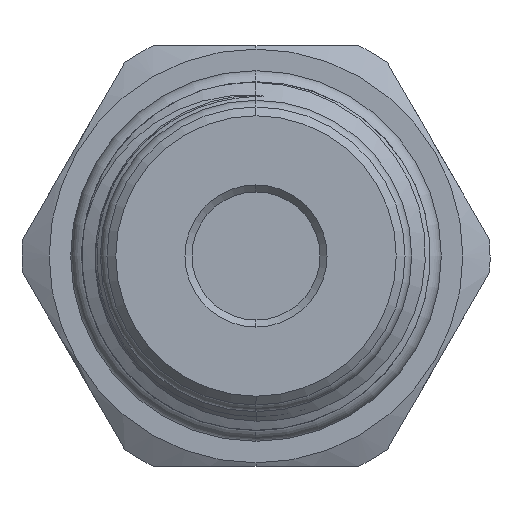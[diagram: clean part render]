
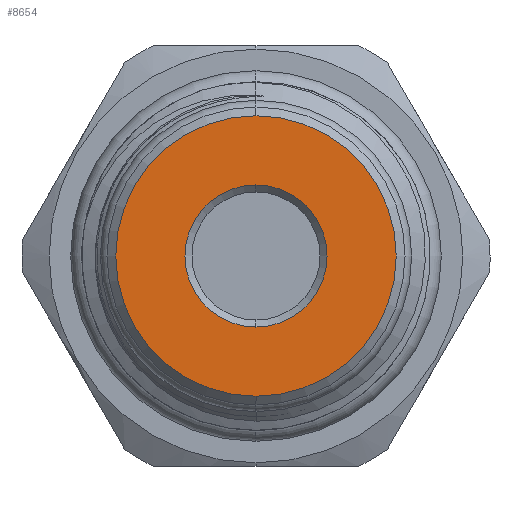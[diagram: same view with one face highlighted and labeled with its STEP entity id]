
A CAD part, left-side view. The second image highlights one B-rep face of the part: STEP entity #8654.
In plain terms, the highlighted planar face has unit normal (-1, 0, 0).
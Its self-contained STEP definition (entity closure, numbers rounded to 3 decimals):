
#368 = DIRECTION ( 'NONE',  ( 0., 0., 1. ) ) ;
#907 = ORIENTED_EDGE ( 'NONE', *, *, #4555, .T. ) ;
#1106 = ORIENTED_EDGE ( 'NONE', *, *, #5567, .T. ) ;
#1614 = CIRCLE ( 'NONE', #8544, 4.05 ) ;
#1631 = EDGE_CURVE ( 'NONE', #3175, #3058, #2759, .T. ) ;
#1711 = CARTESIAN_POINT ( 'NONE',  ( -63.454, 0., 0. ) ) ;
#1747 = AXIS2_PLACEMENT_3D ( 'NONE', #1711, #6474, #4467 ) ;
#1815 = CARTESIAN_POINT ( 'NONE',  ( -63.454, 8., 0. ) ) ;
#2521 = EDGE_CURVE ( 'NONE', #2629, #7598, #6375, .T. ) ;
#2605 = AXIS2_PLACEMENT_3D ( 'NONE', #1815, #5299, #6609 ) ;
#2629 = VERTEX_POINT ( 'NONE', #3760 ) ;
#2663 = CIRCLE ( 'NONE', #1747, 8. ) ;
#2759 = CIRCLE ( 'NONE', #8481, 4.05 ) ;
#3058 = VERTEX_POINT ( 'NONE', #8115 ) ;
#3087 = CARTESIAN_POINT ( 'NONE',  ( -63.454, 0., 0. ) ) ;
#3175 = VERTEX_POINT ( 'NONE', #8791 ) ;
#3649 = DIRECTION ( 'NONE',  ( 1., 0., 0. ) ) ;
#3760 = CARTESIAN_POINT ( 'NONE',  ( -63.454, 0., 8. ) ) ;
#4269 = EDGE_LOOP ( 'NONE', ( #907, #7646 ) ) ;
#4311 = DIRECTION ( 'NONE',  ( 1., 0., 0. ) ) ;
#4322 = FACE_OUTER_BOUND ( 'NONE', #4389, .T. ) ;
#4389 = EDGE_LOOP ( 'NONE', ( #1106, #4830 ) ) ;
#4467 = DIRECTION ( 'NONE',  ( 0., 0., 1. ) ) ;
#4555 = EDGE_CURVE ( 'NONE', #3058, #3175, #1614, .T. ) ;
#4830 = ORIENTED_EDGE ( 'NONE', *, *, #2521, .T. ) ;
#5299 = DIRECTION ( 'NONE',  ( -1., 0., 0. ) ) ;
#5567 = EDGE_CURVE ( 'NONE', #7598, #2629, #2663, .T. ) ;
#5763 = DIRECTION ( 'NONE',  ( 0., 0., 1. ) ) ;
#6343 = CARTESIAN_POINT ( 'NONE',  ( -63.454, 0., 0. ) ) ;
#6375 = CIRCLE ( 'NONE', #8254, 8. ) ;
#6380 = DIRECTION ( 'NONE',  ( 0., 0., 1. ) ) ;
#6383 = CARTESIAN_POINT ( 'NONE',  ( -63.454, 0., -8. ) ) ;
#6474 = DIRECTION ( 'NONE',  ( -1., 0., 0. ) ) ;
#6609 = DIRECTION ( 'NONE',  ( 0., 0., 1. ) ) ;
#7598 = VERTEX_POINT ( 'NONE', #6383 ) ;
#7646 = ORIENTED_EDGE ( 'NONE', *, *, #1631, .T. ) ;
#7864 = DIRECTION ( 'NONE',  ( -1., 0., 0. ) ) ;
#7865 = FACE_BOUND ( 'NONE', #4269, .T. ) ;
#8115 = CARTESIAN_POINT ( 'NONE',  ( -63.454, 0., 4.05 ) ) ;
#8254 = AXIS2_PLACEMENT_3D ( 'NONE', #3087, #7864, #368 ) ;
#8481 = AXIS2_PLACEMENT_3D ( 'NONE', #8543, #4311, #5763 ) ;
#8543 = CARTESIAN_POINT ( 'NONE',  ( -63.454, 0., 0. ) ) ;
#8544 = AXIS2_PLACEMENT_3D ( 'NONE', #6343, #3649, #6380 ) ;
#8641 = PLANE ( 'NONE',  #2605 ) ;
#8654 = ADVANCED_FACE ( 'NONE', ( #7865, #4322 ), #8641, .T. ) ;
#8791 = CARTESIAN_POINT ( 'NONE',  ( -63.454, 0., -4.05 ) ) ;
